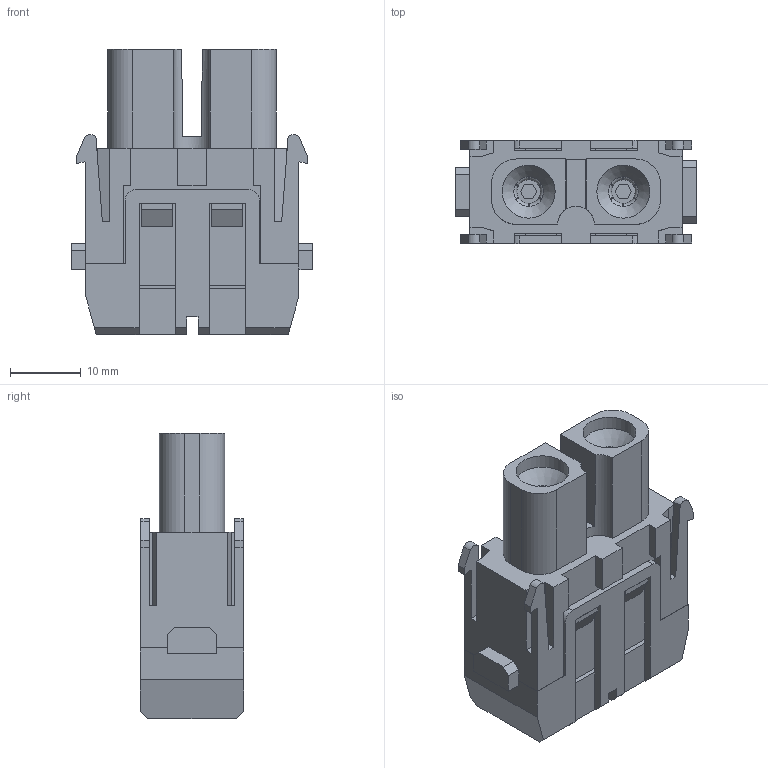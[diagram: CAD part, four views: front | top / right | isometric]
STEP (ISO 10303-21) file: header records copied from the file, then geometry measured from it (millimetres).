
FILE_DESCRIPTION(/* description */ (''),/* implementation_level */ '2;1');
FILE_NAME(/* name */ 'HMK-002.1-F.stp',/* time_stamp */ '2023-09-18T16:21:28+08:00',/* author */ (''),/* organization */ (''),/* preprocessor_version */ 'ST-DEVELOPER v16',/* originating_system */ 'SIEMENS PLM Software NX 10.0',/* authorisation */ '');
FILE_SCHEMA (('AUTOMOTIVE_DESIGN { 1 0 10303 214 3 1 1 1 }'));
Length unit declared in the file: millimetre
Products named in the file (1): Admi16F8F3C4yu6w
Bounding box: 34.1 x 14.59 x 40.35 mm (x, y, z)
Volume: 9784.4 mm3; surface area: 12754.3 mm2
Topology: 1 solids, 1 shells, 532 faces, 1616 edges, 1069 vertices
Faces by surface type: plane 359, cylinder 65, cone 40, bspline 34, extrusion 18, torus 12, revolution 4
Full cylindrical faces by diameter (mm): 2.012 x2, 2.616 x2, 4 x4, 4.2 x4, 5.5 x2, 6 x2, 6.55 x2, 7.5 x2, 9 x2, 9.6 x2
Entity records: 25026 total; most frequent: CARTESIAN_POINT 11072, ORIENTED_EDGE 3096, DIRECTION 2637, EDGE_CURVE 1548, VERTEX_POINT 1045, VECTOR 891, LINE 873, AXIS2_PLACEMENT_3D 871
